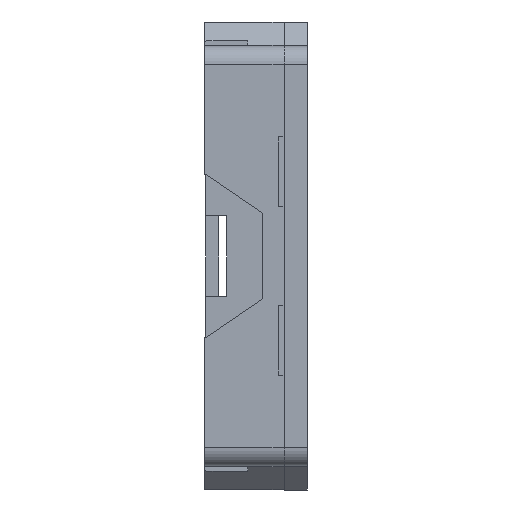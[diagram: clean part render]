
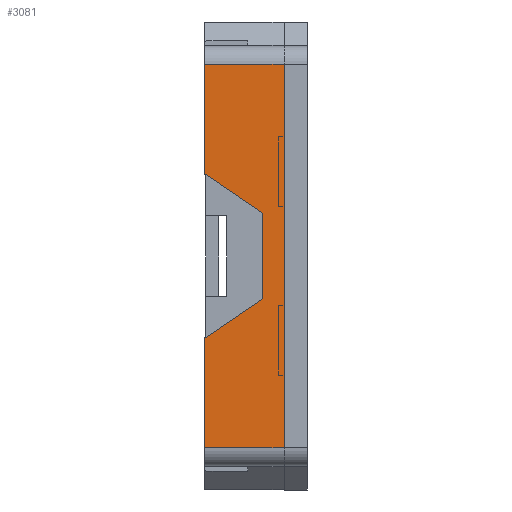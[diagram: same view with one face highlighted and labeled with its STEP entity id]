
A CAD part, left-side view. The second image highlights one B-rep face of the part: STEP entity #3081.
In plain terms, the highlighted planar face has unit normal (-1, 0, 0).
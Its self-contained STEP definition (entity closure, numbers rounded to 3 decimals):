
#102=DIRECTION('',(0.,0.,1.));
#103=VECTOR('',#102,4.7);
#104=CARTESIAN_POINT('',(-10.,0.,-8.2));
#105=LINE('',#104,#103);
#140=DIRECTION('',(0.,0.,1.));
#141=VECTOR('',#140,4.7);
#142=CARTESIAN_POINT('',(-10.,0.,3.5));
#143=LINE('',#142,#141);
#844=DIRECTION('',(0.,-0.826,0.564));
#845=VECTOR('',#844,2.952);
#846=CARTESIAN_POINT('',(-10.,-0.05,-3.5));
#847=LINE('',#846,#845);
#848=DIRECTION('',(0.,0.,1.));
#849=VECTOR('',#848,3.667);
#850=CARTESIAN_POINT('',(-10.,-2.487,-1.834));
#851=LINE('',#850,#849);
#852=DIRECTION('',(0.,0.826,0.564));
#853=VECTOR('',#852,2.952);
#854=CARTESIAN_POINT('',(-10.,-2.487,1.834));
#855=LINE('',#854,#853);
#856=DIRECTION('',(0.,-1.,0.));
#857=VECTOR('',#856,0.05);
#858=CARTESIAN_POINT('',(-10.,0.,3.5));
#859=LINE('',#858,#857);
#860=DIRECTION('',(0.,0.,-1.));
#861=VECTOR('',#860,16.4);
#862=CARTESIAN_POINT('',(-10.,-3.4,8.2));
#863=LINE('',#862,#861);
#864=DIRECTION('',(0.,-1.,0.));
#865=VECTOR('',#864,3.4);
#866=CARTESIAN_POINT('',(-10.,0.,-8.2));
#867=LINE('',#866,#865);
#868=DIRECTION('',(0.,-1.,0.));
#869=VECTOR('',#868,0.05);
#870=CARTESIAN_POINT('',(-10.,0.,-3.5));
#871=LINE('',#870,#869);
#1412=DIRECTION('',(0.,-1.,0.));
#1413=VECTOR('',#1412,3.4);
#1414=CARTESIAN_POINT('',(-10.,0.,8.2));
#1415=LINE('',#1414,#1413);
#1651=CARTESIAN_POINT('',(-10.,0.,-8.2));
#1653=VERTEX_POINT('',#1651);
#1654=CARTESIAN_POINT('',(-10.,0.,8.2));
#1656=VERTEX_POINT('',#1654);
#1679=CARTESIAN_POINT('',(-10.,-3.4,-8.2));
#1681=VERTEX_POINT('',#1679);
#1682=CARTESIAN_POINT('',(-10.,-3.4,8.2));
#1684=VERTEX_POINT('',#1682);
#1808=CARTESIAN_POINT('',(-10.,0.,-3.5));
#1809=VERTEX_POINT('',#1808);
#1810=CARTESIAN_POINT('',(-10.,0.,3.5));
#1811=VERTEX_POINT('',#1810);
#1912=CARTESIAN_POINT('',(-10.,-0.05,-3.5));
#1913=CARTESIAN_POINT('',(-10.,-2.487,-1.834));
#1914=VERTEX_POINT('',#1912);
#1915=VERTEX_POINT('',#1913);
#1916=CARTESIAN_POINT('',(-10.,-2.487,1.834));
#1917=VERTEX_POINT('',#1916);
#1918=CARTESIAN_POINT('',(-10.,-0.05,3.5));
#1919=VERTEX_POINT('',#1918);
#3058=CARTESIAN_POINT('',(-10.,0.,-8.2));
#3059=DIRECTION('',(-1.,0.,0.));
#3060=DIRECTION('',(0.,0.,1.));
#3061=AXIS2_PLACEMENT_3D('',#3058,#3059,#3060);
#3062=PLANE('',#3061);
#3064=ORIENTED_EDGE('',*,*,#3063,.T.);
#3066=ORIENTED_EDGE('',*,*,#3065,.T.);
#3068=ORIENTED_EDGE('',*,*,#3067,.T.);
#3070=ORIENTED_EDGE('',*,*,#3069,.F.);
#3071=ORIENTED_EDGE('',*,*,#2223,.T.);
#3073=ORIENTED_EDGE('',*,*,#3072,.T.);
#3074=ORIENTED_EDGE('',*,*,#2833,.T.);
#3075=ORIENTED_EDGE('',*,*,#3051,.F.);
#3076=ORIENTED_EDGE('',*,*,#2183,.T.);
#3078=ORIENTED_EDGE('',*,*,#3077,.T.);
#3079=EDGE_LOOP('',(#3064,#3066,#3068,#3070,#3071,#3073,#3074,#3075,#3076,
#3078));
#3080=FACE_OUTER_BOUND('',#3079,.F.);
#3081=ADVANCED_FACE('',(#3080),#3062,.T.);
#2183=EDGE_CURVE('',#1653,#1809,#105,.T.);
#2223=EDGE_CURVE('',#1811,#1656,#143,.T.);
#2833=EDGE_CURVE('',#1684,#1681,#863,.T.);
#3051=EDGE_CURVE('',#1653,#1681,#867,.T.);
#3063=EDGE_CURVE('',#1914,#1915,#847,.T.);
#3065=EDGE_CURVE('',#1915,#1917,#851,.T.);
#3067=EDGE_CURVE('',#1917,#1919,#855,.T.);
#3069=EDGE_CURVE('',#1811,#1919,#859,.T.);
#3072=EDGE_CURVE('',#1656,#1684,#1415,.T.);
#3077=EDGE_CURVE('',#1809,#1914,#871,.T.);
